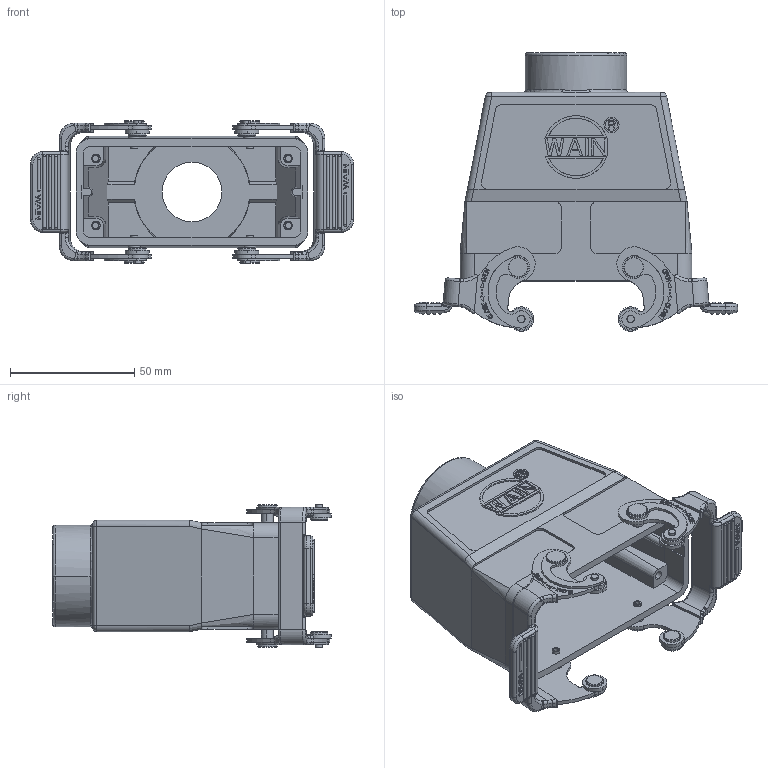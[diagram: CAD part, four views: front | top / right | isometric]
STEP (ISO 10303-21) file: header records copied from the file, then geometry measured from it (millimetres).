
FILE_DESCRIPTION((''),'2;1');
FILE_NAME('3D_1110164415004_H16B-TEH-2L_SC','2020-09-29T',('xk.he'),(''),'CREO PARAMETRIC BY PTC INC, 2016130','CREO PARAMETRIC BY PTC INC, 2016130','');
FILE_SCHEMA(('CONFIG_CONTROL_DESIGN'));
Products named in the file (1): 3D_1110164415004_H16B-TEH-2L_SC
Bounding box: 130.3 x 112.2 x 57.5 mm (x, y, z)
Volume: 99430 mm3; surface area: 61251.3 mm2
Topology: 1 solids, 1 shells, 1534 faces, 4144 edges, 2780 vertices
Faces by surface type: plane 830, cylinder 314, extrusion 162, bspline 84, torus 60, cone 52, sphere 32
Entity records: 54042 total; most frequent: CARTESIAN_POINT 15646, ORIENTED_EDGE 8268, DIRECTION 7388, EDGE_CURVE 4134, VERTEX_POINT 2780, VECTOR 2584, LINE 2422, AXIS2_PLACEMENT_3D 2402
